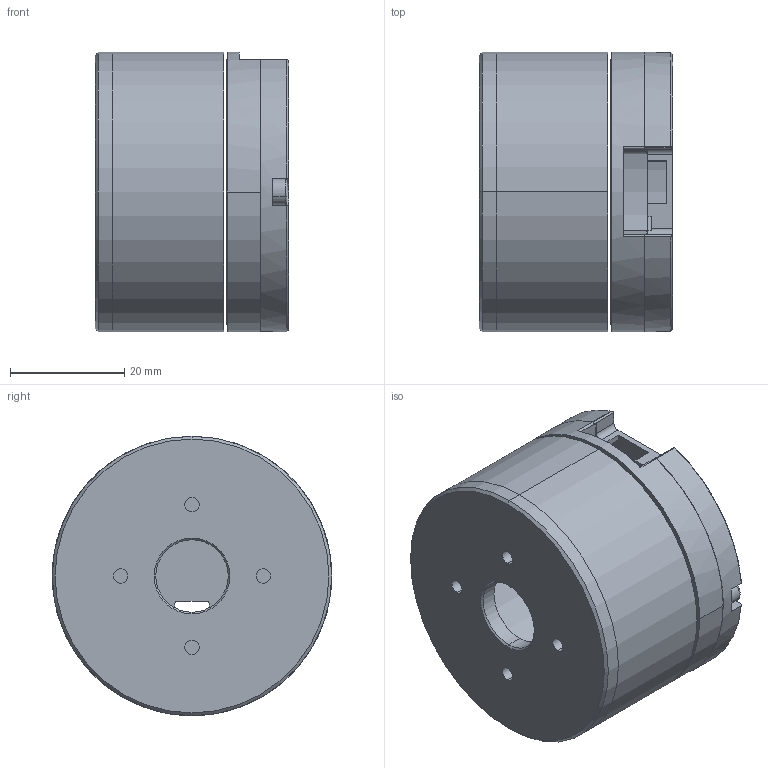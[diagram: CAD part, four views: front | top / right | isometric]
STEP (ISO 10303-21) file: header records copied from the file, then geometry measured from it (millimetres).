
FILE_DESCRIPTION (( 'STEP AP214' ), '1' );
FILE_NAME ('RMD-S-5015.STEP', '2020-02-20T14:42:07', ( '' ), ( '' ), 'SwSTEP 2.0', 'SolidWorks 2012', '' );
FILE_SCHEMA (( 'AUTOMOTIVE_DESIGN' ));
Length unit declared in the file: millimetre
Products named in the file (1): RMD-S-5015
Bounding box: 33.9 x 49 x 49 mm (x, y, z)
Volume: 13832.7 mm3; surface area: 21679.1 mm2
Topology: 8 solids, 8 shells, 362 faces, 958 edges, 614 vertices
Faces by surface type: cylinder 162, plane 126, cone 56, torus 10, bspline 6, sphere 2
Entity records: 16247 total; most frequent: CARTESIAN_POINT 3131, DIRECTION 1920, ORIENTED_EDGE 1880, EDGE_CURVE 940, AXIS2_PLACEMENT_3D 767, VERTEX_POINT 614, EDGE_LOOP 420, CIRCLE 410
